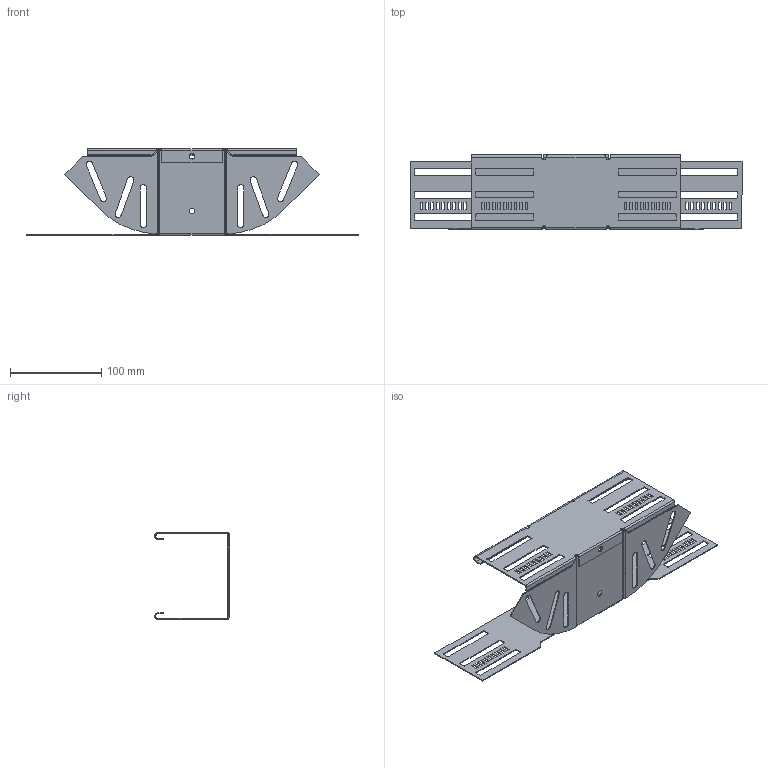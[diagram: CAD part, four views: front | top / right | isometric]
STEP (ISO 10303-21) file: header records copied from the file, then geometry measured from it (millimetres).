
FILE_DESCRIPTION (( 'STEP AP214' ), '1' );
FILE_NAME ('6037200.STEP', '2024-10-24T14:47:17', ( '' ), ( '' ), 'SwSTEP 2.0', 'SolidWorks 2024', '' );
FILE_SCHEMA (( 'AUTOMOTIVE_DESIGN' ));
Length unit declared in the file: millimetre
Products named in the file (3): 181455_100; 167655_85x0°; 6037200
Assembly tree (2 placements, depth 2):
  6037200
    181455_100
    167655_85x0°
Bounding box: 364 x 82 x 95 mm (x, y, z)
Volume: 65975 mm3; surface area: 127968.7 mm2
Topology: 2 solids, 2 shells, 418 faces, 1146 edges, 732 vertices
Faces by surface type: plane 298, cylinder 110, bspline 10
Entity records: 13616 total; most frequent: CARTESIAN_POINT 2669, ORIENTED_EDGE 2292, DIRECTION 2132, EDGE_CURVE 1146, VECTOR 906, LINE 906, VERTEX_POINT 732, AXIS2_PLACEMENT_3D 613
